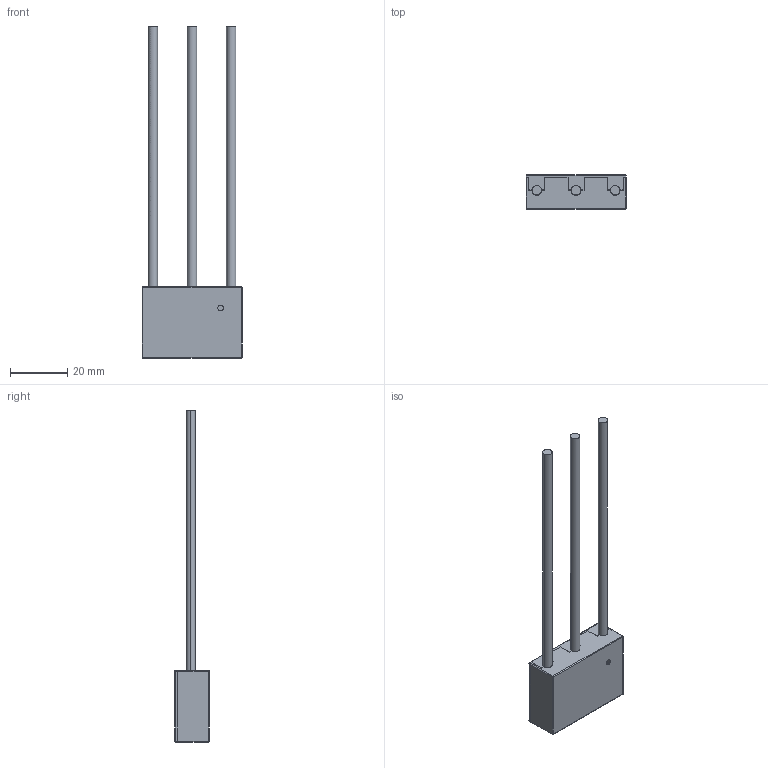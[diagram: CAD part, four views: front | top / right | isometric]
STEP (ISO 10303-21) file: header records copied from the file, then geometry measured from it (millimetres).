
FILE_DESCRIPTION((''),'2;1');
FILE_NAME('121283000_ASM','2018-09-04T12:58:18',('Sebastjan.kamensek'),('Audax d.o.o.'),'CREO PARAMETRIC BY PTC INC, 2017260','CREO PARAMETRIC BY PTC INC, 2017260','');
FILE_SCHEMA(('AP242_MANAGED_MODEL_BASED_3D_ENGINEERING_MIM_LF { 1 0 10303 442 1 1 4 }'));
Length unit declared in the file: millimetre
Products named in the file (5): 121501102__1; 121501103__1; VODNIK_1; MPE_MINI_ASM_1_ASM; 121283000_ASM
Assembly tree (6 placements, depth 3):
  121283000_ASM
    MPE_MINI_ASM_1_ASM
      121501102__1
      121501103__1
      VODNIK_1  x3
Bounding box: 35 x 12 x 116.2 mm (x, y, z)
Volume: 5540.5 mm3; surface area: 10070.1 mm2
Topology: 5 solids, 5 shells, 187 faces, 509 edges, 320 vertices
Faces by surface type: plane 108, cylinder 67, sphere 12
Entity records: 7787 total; most frequent: CARTESIAN_POINT 1103, ORIENTED_EDGE 970, DIRECTION 969, PRESENTATION_STYLE_ASSIGNMENT 489, STYLED_ITEM 488, CURVE_STYLE 485, EDGE_CURVE 485, VECTOR 355
